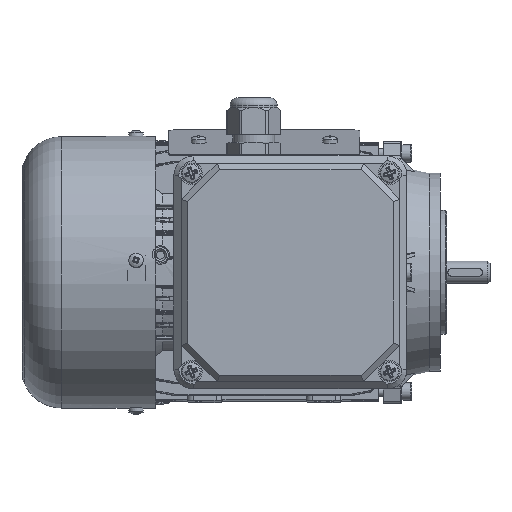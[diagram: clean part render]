
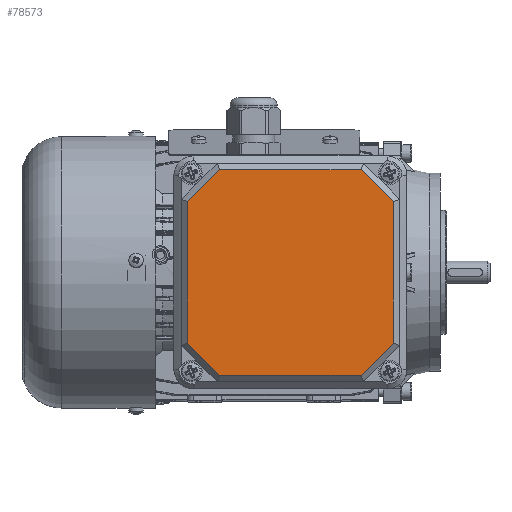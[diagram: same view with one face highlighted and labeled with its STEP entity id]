
A CAD part, front view. The second image highlights one B-rep face of the part: STEP entity #78573.
In plain terms, the highlighted face is planar.
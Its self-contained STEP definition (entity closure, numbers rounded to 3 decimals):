
#78502=CARTESIAN_POINT('',(-39.0,-39.0,0.0));
#78503=DIRECTION('',(0.0,0.0,1.0));
#78504=DIRECTION('',(1.0,0.0,0.0));
#78505=AXIS2_PLACEMENT_3D('',#78502,#78503,#78504);
#78506=PLANE('',#78505);
#78507=CARTESIAN_POINT('',(-41.5,28.504,0.0));
#78508=VERTEX_POINT('',#78507);
#78509=CARTESIAN_POINT('',(-28.504,41.5,0.0));
#78510=VERTEX_POINT('',#78509);
#78511=CARTESIAN_POINT('',(-41.5,28.504,0.0));
#78512=DIRECTION('',(0.707,0.707,0.0));
#78513=VECTOR('',#78512,18.38);
#78514=LINE('',#78511,#78513);
#78515=EDGE_CURVE('',#78508,#78510,#78514,.T.);
#78516=ORIENTED_EDGE('',*,*,#78515,.T.);
#78517=CARTESIAN_POINT('',(28.504,41.5,0.0));
#78518=VERTEX_POINT('',#78517);
#78519=CARTESIAN_POINT('',(-28.504,41.5,0.0));
#78520=DIRECTION('',(1.0,0.0,0.0));
#78521=VECTOR('',#78520,57.007);
#78522=LINE('',#78519,#78521);
#78523=EDGE_CURVE('',#78510,#78518,#78522,.T.);
#78524=ORIENTED_EDGE('',*,*,#78523,.T.);
#78525=CARTESIAN_POINT('',(41.5,28.504,0.0));
#78526=VERTEX_POINT('',#78525);
#78527=CARTESIAN_POINT('',(28.504,41.5,0.0));
#78528=DIRECTION('',(0.707,-0.707,0.0));
#78529=VECTOR('',#78528,18.38);
#78530=LINE('',#78527,#78529);
#78531=EDGE_CURVE('',#78518,#78526,#78530,.T.);
#78532=ORIENTED_EDGE('',*,*,#78531,.T.);
#78533=CARTESIAN_POINT('',(41.5,-28.504,0.0));
#78534=VERTEX_POINT('',#78533);
#78535=CARTESIAN_POINT('',(41.5,28.504,0.0));
#78536=DIRECTION('',(0.0,-1.0,0.0));
#78537=VECTOR('',#78536,57.007);
#78538=LINE('',#78535,#78537);
#78539=EDGE_CURVE('',#78526,#78534,#78538,.T.);
#78540=ORIENTED_EDGE('',*,*,#78539,.T.);
#78541=CARTESIAN_POINT('',(28.504,-41.5,0.0));
#78542=VERTEX_POINT('',#78541);
#78543=CARTESIAN_POINT('',(41.5,-28.504,0.0));
#78544=DIRECTION('',(-0.707,-0.707,0.0));
#78545=VECTOR('',#78544,18.38);
#78546=LINE('',#78543,#78545);
#78547=EDGE_CURVE('',#78534,#78542,#78546,.T.);
#78548=ORIENTED_EDGE('',*,*,#78547,.T.);
#78549=CARTESIAN_POINT('',(-28.504,-41.5,0.0));
#78550=VERTEX_POINT('',#78549);
#78551=CARTESIAN_POINT('',(28.504,-41.5,0.0));
#78552=DIRECTION('',(-1.0,0.0,0.0));
#78553=VECTOR('',#78552,57.007);
#78554=LINE('',#78551,#78553);
#78555=EDGE_CURVE('',#78542,#78550,#78554,.T.);
#78556=ORIENTED_EDGE('',*,*,#78555,.T.);
#78557=CARTESIAN_POINT('',(-41.5,-28.504,0.0));
#78558=VERTEX_POINT('',#78557);
#78559=CARTESIAN_POINT('',(-28.504,-41.5,0.0));
#78560=DIRECTION('',(-0.707,0.707,0.0));
#78561=VECTOR('',#78560,18.38);
#78562=LINE('',#78559,#78561);
#78563=EDGE_CURVE('',#78550,#78558,#78562,.T.);
#78564=ORIENTED_EDGE('',*,*,#78563,.T.);
#78565=CARTESIAN_POINT('',(-41.5,-28.504,0.0));
#78566=DIRECTION('',(0.0,1.0,0.0));
#78567=VECTOR('',#78566,57.007);
#78568=LINE('',#78565,#78567);
#78569=EDGE_CURVE('',#78558,#78508,#78568,.T.);
#78570=ORIENTED_EDGE('',*,*,#78569,.T.);
#78571=EDGE_LOOP('',(#78516,#78524,#78532,#78540,#78548,#78556,#78564,#78570));
#78572=FACE_OUTER_BOUND('',#78571,.T.);
#78573=ADVANCED_FACE('',(#78572),#78506,.F.);
